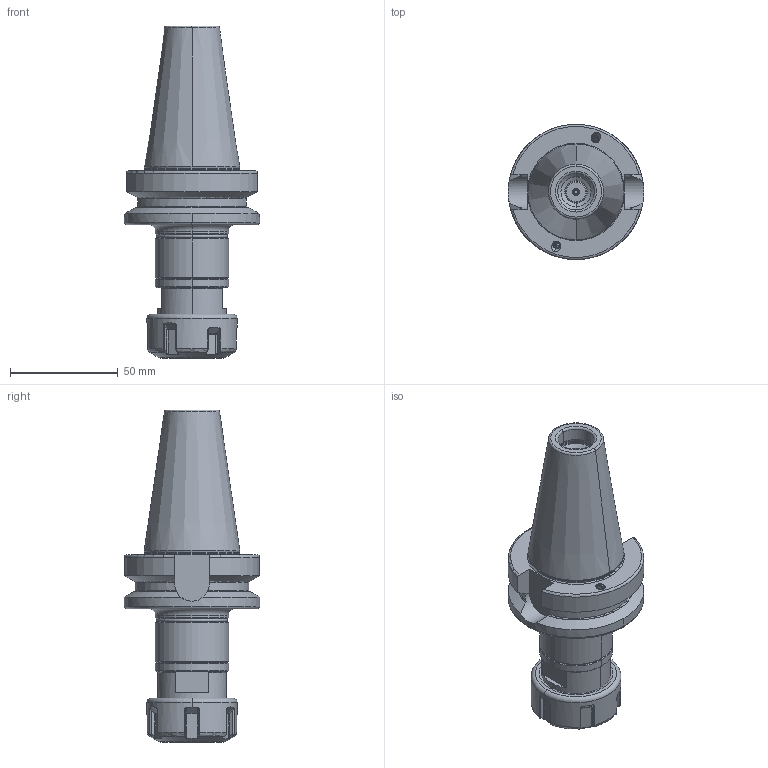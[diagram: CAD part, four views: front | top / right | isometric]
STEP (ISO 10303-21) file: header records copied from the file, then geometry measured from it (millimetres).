
FILE_DESCRIPTION((''),'2;1');
FILE_NAME('406_16_02_16','2020-11-10T',('103090'),(''),'CREO PARAMETRIC BY PTC INC, 2016260','CREO PARAMETRIC BY PTC INC, 2016260','');
FILE_SCHEMA(('CONFIG_CONTROL_DESIGN'));
Length unit declared in the file: millimetre
Products named in the file (1): 406_16_02_16
Bounding box: 63 x 63 x 154.4 mm (x, y, z)
Volume: 167929.7 mm3; surface area: 34414.4 mm2
Topology: 2 solids, 2 shells, 346 faces, 818 edges, 492 vertices
Faces by surface type: plane 92, cylinder 80, bspline 60, torus 54, cone 48, sphere 12
Entity records: 12869 total; most frequent: CARTESIAN_POINT 5324, ORIENTED_EDGE 1636, DIRECTION 1448, EDGE_CURVE 818, AXIS2_PLACEMENT_3D 579, VERTEX_POINT 492, EDGE_LOOP 364, FACE_OUTER_BOUND 346
